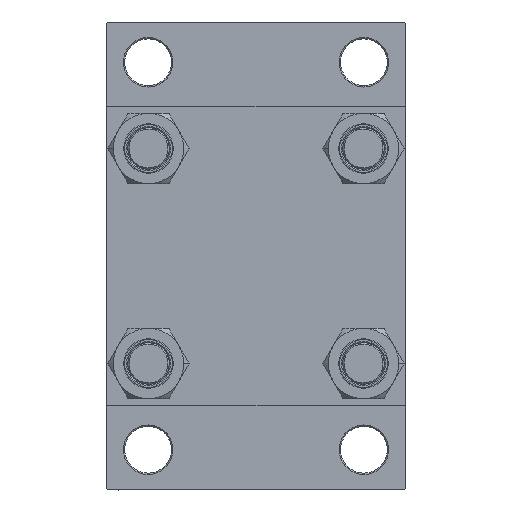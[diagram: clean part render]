
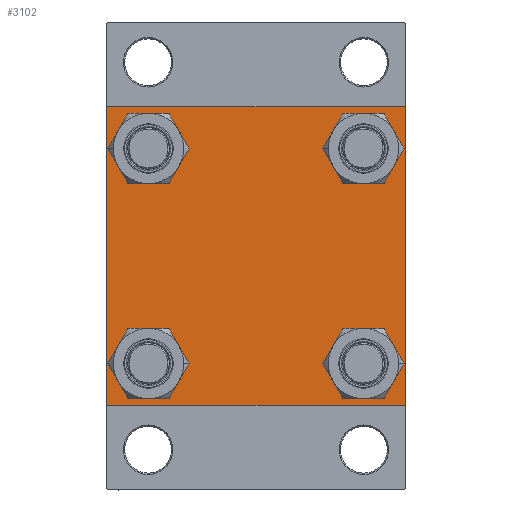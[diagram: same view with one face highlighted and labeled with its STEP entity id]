
A CAD part, left-side view. The second image highlights one B-rep face of the part: STEP entity #3102.
In plain terms, the highlighted planar face has unit normal (-1, 0, 0).
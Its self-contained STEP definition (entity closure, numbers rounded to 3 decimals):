
#959 = LINE ( 'NONE', #41759, #41184 ) ;
#1429 = EDGE_CURVE ( 'NONE', #21670, #4568, #21786, .T. ) ;
#1774 = FACE_BOUND ( 'NONE', #5823, .T. ) ;
#2569 = DIRECTION ( 'NONE',  ( 1., 0., 0. ) ) ;
#3102 = ADVANCED_FACE ( 'NONE', ( #32036, #1774, #38434, #19863, #42560 ), #38898, .T. ) ;
#3469 = VECTOR ( 'NONE', #13986, 1000. ) ;
#3635 = EDGE_LOOP ( 'NONE', ( #3646, #37337 ) ) ;
#3646 = ORIENTED_EDGE ( 'NONE', *, *, #18609, .T. ) ;
#4568 = VERTEX_POINT ( 'NONE', #10445 ) ;
#4772 = AXIS2_PLACEMENT_3D ( 'NONE', #6921, #44052, #32546 ) ;
#5003 = CIRCLE ( 'NONE', #10480, 8.5 ) ;
#5009 = CARTESIAN_POINT ( 'NONE',  ( 0., 41.35, -32.85 ) ) ;
#5422 = VERTEX_POINT ( 'NONE', #30127 ) ;
#5627 = ORIENTED_EDGE ( 'NONE', *, *, #31640, .T. ) ;
#5699 = CARTESIAN_POINT ( 'NONE',  ( 0., -57.5, 57.5 ) ) ;
#5823 = EDGE_LOOP ( 'NONE', ( #19632, #23157 ) ) ;
#6496 = EDGE_LOOP ( 'NONE', ( #30358, #33910 ) ) ;
#6921 = CARTESIAN_POINT ( 'NONE',  ( 0., -41.35, 41.35 ) ) ;
#7425 = AXIS2_PLACEMENT_3D ( 'NONE', #31148, #2569, #46087 ) ;
#7555 = VECTOR ( 'NONE', #45674, 1000. ) ;
#7630 = EDGE_LOOP ( 'NONE', ( #29473, #30053, #21056, #24178, #23876, #26773, #18990, #14117 ) ) ;
#7658 = CARTESIAN_POINT ( 'NONE',  ( 0., -41.35, 32.85 ) ) ;
#7904 = DIRECTION ( 'NONE',  ( 0., -1., 0. ) ) ;
#8485 = CARTESIAN_POINT ( 'NONE',  ( 0., -57.25, -57.25 ) ) ;
#8567 = CIRCLE ( 'NONE', #11658, 8.5 ) ;
#8685 = EDGE_CURVE ( 'NONE', #16685, #19513, #29816, .T. ) ;
#9344 = EDGE_CURVE ( 'NONE', #20580, #22885, #9437, .T. ) ;
#9433 = VERTEX_POINT ( 'NONE', #13580 ) ;
#9437 = LINE ( 'NONE', #8485, #20383 ) ;
#10095 = DIRECTION ( 'NONE',  ( 0., 0., 1. ) ) ;
#10323 = CARTESIAN_POINT ( 'NONE',  ( 0., -57.5, -57. ) ) ;
#10445 = CARTESIAN_POINT ( 'NONE',  ( 0., 57.5, -57. ) ) ;
#10480 = AXIS2_PLACEMENT_3D ( 'NONE', #20839, #35733, #43817 ) ;
#10916 = CARTESIAN_POINT ( 'NONE',  ( 0., -57.25, 57.25 ) ) ;
#11036 = AXIS2_PLACEMENT_3D ( 'NONE', #37778, #30431, #45365 ) ;
#11518 = CIRCLE ( 'NONE', #43507, 8.5 ) ;
#11658 = AXIS2_PLACEMENT_3D ( 'NONE', #39058, #12921, #27806 ) ;
#11831 = VECTOR ( 'NONE', #45736, 1000. ) ;
#12189 = LINE ( 'NONE', #41996, #7555 ) ;
#12252 = CARTESIAN_POINT ( 'NONE',  ( 0., 57.25, -57.25 ) ) ;
#12313 = EDGE_CURVE ( 'NONE', #17036, #14216, #11518, .T. ) ;
#12768 = CARTESIAN_POINT ( 'NONE',  ( 0., 0., 0. ) ) ;
#12921 = DIRECTION ( 'NONE',  ( 1., 0., 0. ) ) ;
#13033 = VERTEX_POINT ( 'NONE', #19069 ) ;
#13132 = ORIENTED_EDGE ( 'NONE', *, *, #35695, .T. ) ;
#13438 = VERTEX_POINT ( 'NONE', #43159 ) ;
#13580 = CARTESIAN_POINT ( 'NONE',  ( 0., -57., 57.5 ) ) ;
#13986 = DIRECTION ( 'NONE',  ( 0., 0., -1. ) ) ;
#14117 = ORIENTED_EDGE ( 'NONE', *, *, #47519, .T. ) ;
#14216 = VERTEX_POINT ( 'NONE', #33844 ) ;
#15222 = CIRCLE ( 'NONE', #7425, 8.5 ) ;
#15637 = EDGE_CURVE ( 'NONE', #5422, #9433, #32397, .T. ) ;
#16015 = CARTESIAN_POINT ( 'NONE',  ( 0., 41.35, -49.85 ) ) ;
#16382 = CARTESIAN_POINT ( 'NONE',  ( 0., -41.35, 41.35 ) ) ;
#16685 = VERTEX_POINT ( 'NONE', #7658 ) ;
#17036 = VERTEX_POINT ( 'NONE', #28462 ) ;
#17956 = AXIS2_PLACEMENT_3D ( 'NONE', #12768, #27420, #23763 ) ;
#18609 = EDGE_CURVE ( 'NONE', #19513, #16685, #45300, .T. ) ;
#18990 = ORIENTED_EDGE ( 'NONE', *, *, #41599, .F. ) ;
#19069 = CARTESIAN_POINT ( 'NONE',  ( 0., 57., 57.5 ) ) ;
#19115 = EDGE_CURVE ( 'NONE', #13438, #32195, #8567, .T. ) ;
#19513 = VERTEX_POINT ( 'NONE', #32867 ) ;
#19632 = ORIENTED_EDGE ( 'NONE', *, *, #19115, .T. ) ;
#19761 = VERTEX_POINT ( 'NONE', #5009 ) ;
#19863 = FACE_BOUND ( 'NONE', #6496, .T. ) ;
#20383 = VECTOR ( 'NONE', #31405, 1000. ) ;
#20390 = CARTESIAN_POINT ( 'NONE',  ( 0., -57., -57.5 ) ) ;
#20580 = VERTEX_POINT ( 'NONE', #20390 ) ;
#20839 = CARTESIAN_POINT ( 'NONE',  ( 0., -41.35, -41.35 ) ) ;
#21056 = ORIENTED_EDGE ( 'NONE', *, *, #44205, .T. ) ;
#21670 = VERTEX_POINT ( 'NONE', #41967 ) ;
#21786 = LINE ( 'NONE', #40107, #26515 ) ;
#22669 = CARTESIAN_POINT ( 'NONE',  ( 0., 41.35, 41.35 ) ) ;
#22885 = VERTEX_POINT ( 'NONE', #10323 ) ;
#23157 = ORIENTED_EDGE ( 'NONE', *, *, #29518, .T. ) ;
#23353 = VECTOR ( 'NONE', #25081, 1000. ) ;
#23470 = EDGE_CURVE ( 'NONE', #14216, #17036, #42238, .T. ) ;
#23763 = DIRECTION ( 'NONE',  ( 0., 0., 1. ) ) ;
#23876 = ORIENTED_EDGE ( 'NONE', *, *, #30604, .F. ) ;
#24178 = ORIENTED_EDGE ( 'NONE', *, *, #9344, .T. ) ;
#24247 = LINE ( 'NONE', #5699, #3469 ) ;
#24678 = VECTOR ( 'NONE', #7904, 1000. ) ;
#24743 = CARTESIAN_POINT ( 'NONE',  ( 0., 41.35, -41.35 ) ) ;
#24938 = EDGE_CURVE ( 'NONE', #4568, #29652, #42771, .T. ) ;
#25081 = DIRECTION ( 'NONE',  ( 0., 0.707, 0.707 ) ) ;
#26515 = VECTOR ( 'NONE', #28852, 1000. ) ;
#26773 = ORIENTED_EDGE ( 'NONE', *, *, #15637, .T. ) ;
#27420 = DIRECTION ( 'NONE',  ( -1., 0., 0. ) ) ;
#27806 = DIRECTION ( 'NONE',  ( 0., 0., 1. ) ) ;
#28462 = CARTESIAN_POINT ( 'NONE',  ( 0., 41.35, 49.85 ) ) ;
#28500 = CARTESIAN_POINT ( 'NONE',  ( 0., -41.35, -49.85 ) ) ;
#28852 = DIRECTION ( 'NONE',  ( 0., 0., -1. ) ) ;
#29473 = ORIENTED_EDGE ( 'NONE', *, *, #1429, .T. ) ;
#29518 = EDGE_CURVE ( 'NONE', #32195, #13438, #5003, .T. ) ;
#29636 = CARTESIAN_POINT ( 'NONE',  ( 0., 57.5, -57.5 ) ) ;
#29652 = VERTEX_POINT ( 'NONE', #38161 ) ;
#29816 = CIRCLE ( 'NONE', #4772, 8.5 ) ;
#29970 = DIRECTION ( 'NONE',  ( 0., 0., 1. ) ) ;
#30053 = ORIENTED_EDGE ( 'NONE', *, *, #24938, .T. ) ;
#30127 = CARTESIAN_POINT ( 'NONE',  ( 0., -57.5, 57. ) ) ;
#30211 = DIRECTION ( 'NONE',  ( 1., 0., 0. ) ) ;
#30358 = ORIENTED_EDGE ( 'NONE', *, *, #12313, .T. ) ;
#30431 = DIRECTION ( 'NONE',  ( 1., 0., 0. ) ) ;
#30604 = EDGE_CURVE ( 'NONE', #5422, #22885, #24247, .T. ) ;
#31148 = CARTESIAN_POINT ( 'NONE',  ( 0., 41.35, -41.35 ) ) ;
#31405 = DIRECTION ( 'NONE',  ( 0., -0.707, 0.707 ) ) ;
#31640 = EDGE_CURVE ( 'NONE', #19761, #43914, #15222, .T. ) ;
#32036 = FACE_BOUND ( 'NONE', #3635, .T. ) ;
#32195 = VERTEX_POINT ( 'NONE', #28500 ) ;
#32397 = LINE ( 'NONE', #10916, #23353 ) ;
#32531 = EDGE_LOOP ( 'NONE', ( #5627, #13132 ) ) ;
#32546 = DIRECTION ( 'NONE',  ( 0., 0., 1. ) ) ;
#32867 = CARTESIAN_POINT ( 'NONE',  ( 0., -41.35, 49.85 ) ) ;
#33523 = DIRECTION ( 'NONE',  ( 0., 0.707, -0.707 ) ) ;
#33844 = CARTESIAN_POINT ( 'NONE',  ( 0., 41.35, 32.85 ) ) ;
#33910 = ORIENTED_EDGE ( 'NONE', *, *, #23470, .T. ) ;
#34704 = DIRECTION ( 'NONE',  ( 1., 0., 0. ) ) ;
#35695 = EDGE_CURVE ( 'NONE', #43914, #19761, #44899, .T. ) ;
#35733 = DIRECTION ( 'NONE',  ( 1., 0., 0. ) ) ;
#37337 = ORIENTED_EDGE ( 'NONE', *, *, #8685, .T. ) ;
#37778 = CARTESIAN_POINT ( 'NONE',  ( 0., 41.35, 41.35 ) ) ;
#38161 = CARTESIAN_POINT ( 'NONE',  ( 0., 57., -57.5 ) ) ;
#38434 = FACE_BOUND ( 'NONE', #32531, .T. ) ;
#38898 = PLANE ( 'NONE',  #17956 ) ;
#39058 = CARTESIAN_POINT ( 'NONE',  ( 0., -41.35, -41.35 ) ) ;
#39397 = AXIS2_PLACEMENT_3D ( 'NONE', #24743, #43565, #10095 ) ;
#40107 = CARTESIAN_POINT ( 'NONE',  ( 0., 57.5, 57.5 ) ) ;
#41184 = VECTOR ( 'NONE', #33523, 1000. ) ;
#41363 = LINE ( 'NONE', #29636, #24678 ) ;
#41599 = EDGE_CURVE ( 'NONE', #13033, #9433, #12189, .T. ) ;
#41759 = CARTESIAN_POINT ( 'NONE',  ( 0., 57.25, 57.25 ) ) ;
#41967 = CARTESIAN_POINT ( 'NONE',  ( 0., 57.5, 57. ) ) ;
#41996 = CARTESIAN_POINT ( 'NONE',  ( 0., 57.5, 57.5 ) ) ;
#42238 = CIRCLE ( 'NONE', #11036, 8.5 ) ;
#42503 = DIRECTION ( 'NONE',  ( 0., 0., 1. ) ) ;
#42560 = FACE_OUTER_BOUND ( 'NONE', #7630, .T. ) ;
#42771 = LINE ( 'NONE', #12252, #11831 ) ;
#42940 = AXIS2_PLACEMENT_3D ( 'NONE', #16382, #34704, #42503 ) ;
#43159 = CARTESIAN_POINT ( 'NONE',  ( 0., -41.35, -32.85 ) ) ;
#43507 = AXIS2_PLACEMENT_3D ( 'NONE', #22669, #30211, #29970 ) ;
#43565 = DIRECTION ( 'NONE',  ( 1., 0., 0. ) ) ;
#43817 = DIRECTION ( 'NONE',  ( 0., 0., 1. ) ) ;
#43914 = VERTEX_POINT ( 'NONE', #16015 ) ;
#44052 = DIRECTION ( 'NONE',  ( 1., 0., 0. ) ) ;
#44205 = EDGE_CURVE ( 'NONE', #29652, #20580, #41363, .T. ) ;
#44899 = CIRCLE ( 'NONE', #39397, 8.5 ) ;
#45300 = CIRCLE ( 'NONE', #42940, 8.5 ) ;
#45365 = DIRECTION ( 'NONE',  ( 0., 0., 1. ) ) ;
#45674 = DIRECTION ( 'NONE',  ( 0., -1., 0. ) ) ;
#45736 = DIRECTION ( 'NONE',  ( 0., -0.707, -0.707 ) ) ;
#46087 = DIRECTION ( 'NONE',  ( 0., 0., 1. ) ) ;
#47519 = EDGE_CURVE ( 'NONE', #13033, #21670, #959, .T. ) ;
